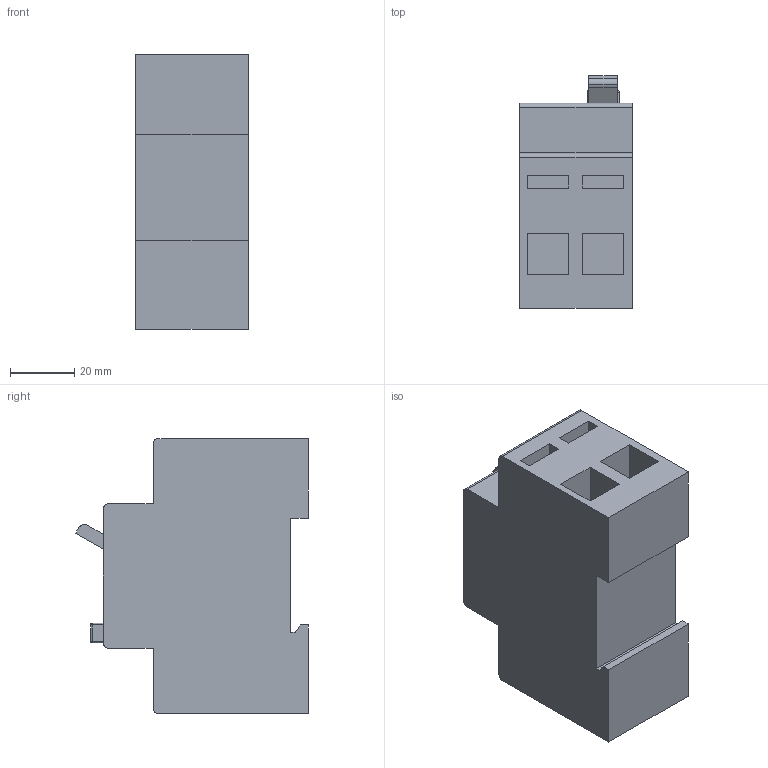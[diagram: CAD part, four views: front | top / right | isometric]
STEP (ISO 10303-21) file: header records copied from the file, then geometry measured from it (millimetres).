
FILE_DESCRIPTION (( 'STEP AP214' ), '1' );
FILE_NAME ('CtecX3B-2.STEP', '2020-05-26T12:58:17', ( '' ), ( '' ), 'SwSTEP 2.0', 'SolidWorks 2020', '' );
FILE_SCHEMA (( 'AUTOMOTIVE_DESIGN' ));
Length unit declared in the file: millimetre
Products named in the file (1): CtecX3B-2
Bounding box: 35 x 72.43 x 85.5 mm (x, y, z)
Volume: 151249.2 mm3; surface area: 25183.1 mm2
Topology: 1 solids, 1 shells, 394 faces, 1060 edges, 700 vertices
Faces by surface type: plane 247, cylinder 84, bspline 59, sphere 4
Entity records: 18957 total; most frequent: CARTESIAN_POINT 5862, ORIENTED_EDGE 2112, DIRECTION 1772, EDGE_CURVE 1056, VECTOR 768, LINE 768, VERTEX_POINT 700, AXIS2_PLACEMENT_3D 502
